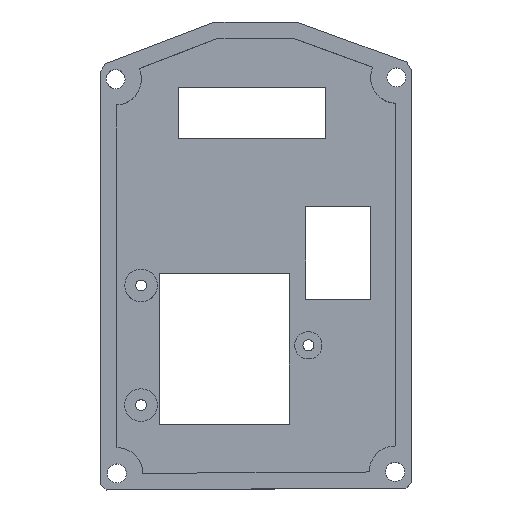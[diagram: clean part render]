
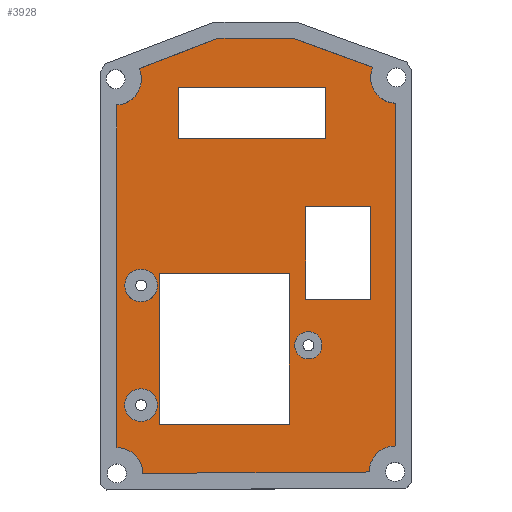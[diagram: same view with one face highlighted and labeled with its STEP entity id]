
A CAD part, top view. The second image highlights one B-rep face of the part: STEP entity #3928.
In plain terms, the highlighted planar face has unit normal (0, 0, 1).
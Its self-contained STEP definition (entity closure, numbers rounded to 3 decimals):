
#136=CIRCLE('',#4073,2.5);
#138=CIRCLE('',#4077,3.);
#140=CIRCLE('',#4081,3.);
#148=CIRCLE('',#4106,4.75);
#149=CIRCLE('',#4111,4.75);
#150=CIRCLE('',#4113,4.75);
#151=CIRCLE('',#4115,4.75);
#192=FACE_BOUND('',#641,.T.);
#193=FACE_BOUND('',#642,.T.);
#194=FACE_BOUND('',#643,.T.);
#195=FACE_BOUND('',#644,.T.);
#196=FACE_BOUND('',#645,.T.);
#197=FACE_BOUND('',#646,.T.);
#401=FACE_OUTER_BOUND('',#640,.T.);
#640=EDGE_LOOP('',(#3535,#3536,#3537,#3538,#3539,#3540,#3541,#3542,#3543,
#3544));
#641=EDGE_LOOP('',(#3545,#3546,#3547,#3548));
#642=EDGE_LOOP('',(#3549,#3550,#3551,#3552));
#643=EDGE_LOOP('',(#3553,#3554,#3555,#3556));
#644=EDGE_LOOP('',(#3557));
#645=EDGE_LOOP('',(#3558));
#646=EDGE_LOOP('',(#3559));
#696=LINE('',#4940,#1067);
#699=LINE('',#4945,#1070);
#701=LINE('',#4950,#1072);
#705=LINE('',#4957,#1076);
#708=LINE('',#4963,#1079);
#710=LINE('',#4968,#1081);
#713=LINE('',#4973,#1084);
#900=LINE('',#6902,#1271);
#901=LINE('',#6904,#1272);
#902=LINE('',#6907,#1273);
#904=LINE('',#6910,#1275);
#906=LINE('',#6913,#1277);
#1012=LINE('',#7200,#1383);
#1015=LINE('',#7206,#1386);
#1018=LINE('',#7212,#1389);
#1022=LINE('',#7222,#1393);
#1024=LINE('',#7225,#1395);
#1026=LINE('',#7229,#1397);
#1067=VECTOR('',#4182,10.);
#1070=VECTOR('',#4187,10.);
#1072=VECTOR('',#4191,10.);
#1076=VECTOR('',#4197,10.);
#1079=VECTOR('',#4202,10.);
#1081=VECTOR('',#4206,10.);
#1084=VECTOR('',#4211,10.);
#1271=VECTOR('',#4488,10.);
#1272=VECTOR('',#4491,10.);
#1273=VECTOR('',#4494,10.);
#1275=VECTOR('',#4498,10.);
#1277=VECTOR('',#4502,10.);
#1383=VECTOR('',#4780,10.);
#1386=VECTOR('',#4785,10.);
#1389=VECTOR('',#4790,10.);
#1393=VECTOR('',#4800,10.);
#1395=VECTOR('',#4804,10.);
#1397=VECTOR('',#4808,10.);
#1583=VERTEX_POINT('',#4937);
#1584=VERTEX_POINT('',#4939);
#1585=VERTEX_POINT('',#4943);
#1586=VERTEX_POINT('',#4947);
#1587=VERTEX_POINT('',#4949);
#1589=VERTEX_POINT('',#4955);
#1591=VERTEX_POINT('',#4961);
#1592=VERTEX_POINT('',#4965);
#1593=VERTEX_POINT('',#4967);
#1594=VERTEX_POINT('',#4971);
#1820=VERTEX_POINT('',#6900);
#1821=VERTEX_POINT('',#6906);
#1895=VERTEX_POINT('',#7125);
#1897=VERTEX_POINT('',#7132);
#1899=VERTEX_POINT('',#7139);
#1915=VERTEX_POINT('',#7197);
#1916=VERTEX_POINT('',#7199);
#1917=VERTEX_POINT('',#7203);
#1918=VERTEX_POINT('',#7205);
#1919=VERTEX_POINT('',#7209);
#1920=VERTEX_POINT('',#7211);
#1921=VERTEX_POINT('',#7215);
#1922=VERTEX_POINT('',#7217);
#1923=VERTEX_POINT('',#7221);
#1924=VERTEX_POINT('',#7227);
#1966=EDGE_CURVE('',#1584,#1583,#696,.T.);
#1969=EDGE_CURVE('',#1583,#1585,#699,.T.);
#1971=EDGE_CURVE('',#1587,#1586,#701,.T.);
#1975=EDGE_CURVE('',#1586,#1589,#705,.T.);
#1978=EDGE_CURVE('',#1589,#1591,#708,.T.);
#1980=EDGE_CURVE('',#1593,#1592,#710,.T.);
#1983=EDGE_CURVE('',#1592,#1594,#713,.T.);
#2318=EDGE_CURVE('',#1594,#1820,#900,.T.);
#2319=EDGE_CURVE('',#1820,#1593,#901,.T.);
#2320=EDGE_CURVE('',#1821,#1584,#902,.T.);
#2322=EDGE_CURVE('',#1585,#1821,#904,.T.);
#2324=EDGE_CURVE('',#1591,#1587,#906,.T.);
#2429=EDGE_CURVE('',#1895,#1895,#136,.T.);
#2432=EDGE_CURVE('',#1897,#1897,#138,.T.);
#2435=EDGE_CURVE('',#1899,#1899,#140,.T.);
#2463=EDGE_CURVE('',#1915,#1916,#1012,.F.);
#2466=EDGE_CURVE('',#1917,#1918,#1015,.F.);
#2469=EDGE_CURVE('',#1919,#1920,#1018,.F.);
#2473=EDGE_CURVE('',#1922,#1921,#148,.T.);
#2474=EDGE_CURVE('',#1920,#1923,#1022,.F.);
#2476=EDGE_CURVE('',#1923,#1922,#1024,.F.);
#2478=EDGE_CURVE('',#1921,#1924,#1026,.F.);
#2479=EDGE_CURVE('',#1918,#1919,#149,.T.);
#2480=EDGE_CURVE('',#1916,#1917,#150,.T.);
#2481=EDGE_CURVE('',#1924,#1915,#151,.T.);
#3535=ORIENTED_EDGE('',*,*,#2479,.F.);
#3536=ORIENTED_EDGE('',*,*,#2466,.F.);
#3537=ORIENTED_EDGE('',*,*,#2480,.F.);
#3538=ORIENTED_EDGE('',*,*,#2463,.F.);
#3539=ORIENTED_EDGE('',*,*,#2481,.F.);
#3540=ORIENTED_EDGE('',*,*,#2478,.F.);
#3541=ORIENTED_EDGE('',*,*,#2473,.F.);
#3542=ORIENTED_EDGE('',*,*,#2476,.F.);
#3543=ORIENTED_EDGE('',*,*,#2474,.F.);
#3544=ORIENTED_EDGE('',*,*,#2469,.F.);
#3545=ORIENTED_EDGE('',*,*,#2318,.T.);
#3546=ORIENTED_EDGE('',*,*,#2319,.T.);
#3547=ORIENTED_EDGE('',*,*,#1980,.T.);
#3548=ORIENTED_EDGE('',*,*,#1983,.T.);
#3549=ORIENTED_EDGE('',*,*,#2320,.T.);
#3550=ORIENTED_EDGE('',*,*,#1966,.T.);
#3551=ORIENTED_EDGE('',*,*,#1969,.T.);
#3552=ORIENTED_EDGE('',*,*,#2322,.T.);
#3553=ORIENTED_EDGE('',*,*,#2324,.T.);
#3554=ORIENTED_EDGE('',*,*,#1971,.T.);
#3555=ORIENTED_EDGE('',*,*,#1975,.T.);
#3556=ORIENTED_EDGE('',*,*,#1978,.T.);
#3557=ORIENTED_EDGE('',*,*,#2429,.T.);
#3558=ORIENTED_EDGE('',*,*,#2432,.T.);
#3559=ORIENTED_EDGE('',*,*,#2435,.T.);
#3729=PLANE('',#4116);
#3928=ADVANCED_FACE('',(#401,#192,#193,#194,#195,#196,#197),#3729,.F.);
#4073=AXIS2_PLACEMENT_3D('',#7127,#4698,#4699);
#4077=AXIS2_PLACEMENT_3D('',#7134,#4707,#4708);
#4081=AXIS2_PLACEMENT_3D('',#7141,#4716,#4717);
#4106=AXIS2_PLACEMENT_3D('',#7219,#4796,#4797);
#4111=AXIS2_PLACEMENT_3D('',#7231,#4811,#4812);
#4113=AXIS2_PLACEMENT_3D('',#7233,#4815,#4816);
#4115=AXIS2_PLACEMENT_3D('',#7235,#4819,#4820);
#4116=AXIS2_PLACEMENT_3D('',#7236,#4821,#4822);
#4182=DIRECTION('',(0.,-1.,0.));
#4187=DIRECTION('',(-1.,0.,0.));
#4191=DIRECTION('',(0.,-1.,0.));
#4197=DIRECTION('',(-1.,0.,0.));
#4202=DIRECTION('',(0.,1.,0.));
#4206=DIRECTION('',(0.,1.,0.));
#4211=DIRECTION('',(1.,0.,0.));
#4488=DIRECTION('',(0.,-1.,0.));
#4491=DIRECTION('',(-1.,0.,0.));
#4494=DIRECTION('',(1.,0.,0.));
#4498=DIRECTION('',(0.,1.,0.));
#4502=DIRECTION('',(1.,0.,0.));
#4698=DIRECTION('center_axis',(0.,0.,-1.));
#4699=DIRECTION('ref_axis',(-1.,0.,0.));
#4707=DIRECTION('center_axis',(0.,0.,-1.));
#4708=DIRECTION('ref_axis',(-1.,0.,0.));
#4716=DIRECTION('center_axis',(0.,0.,-1.));
#4717=DIRECTION('ref_axis',(-1.,0.,0.));
#4780=DIRECTION('',(1.,0.006,0.));
#4785=DIRECTION('',(0.,-1.,0.));
#4790=DIRECTION('',(-0.934,-0.357,0.));
#4796=DIRECTION('center_axis',(0.,0.,1.));
#4797=DIRECTION('ref_axis',(-1.,0.,0.));
#4800=DIRECTION('',(-1.,0.,0.));
#4804=DIRECTION('',(-0.94,0.342,0.));
#4808=DIRECTION('',(0.,1.,0.));
#4811=DIRECTION('center_axis',(0.,0.,1.));
#4812=DIRECTION('ref_axis',(-1.,0.,0.));
#4815=DIRECTION('center_axis',(0.,0.,1.));
#4816=DIRECTION('ref_axis',(-1.,0.,0.));
#4819=DIRECTION('center_axis',(0.,0.,1.));
#4820=DIRECTION('ref_axis',(-1.,0.,0.));
#4821=DIRECTION('center_axis',(0.,0.,-1.));
#4822=DIRECTION('ref_axis',(-1.,0.,0.));
#4937=CARTESIAN_POINT('',(20.,-2.027,16.));
#4939=CARTESIAN_POINT('',(20.,15.,16.));
#4940=CARTESIAN_POINT('',(20.,10.457,16.));
#4943=CARTESIAN_POINT('',(7.995,-2.027,16.));
#4945=CARTESIAN_POINT('',(9.436,-2.027,16.));
#4947=CARTESIAN_POINT('',(11.698,27.475,16.));
#4949=CARTESIAN_POINT('',(11.698,36.919,16.));
#4950=CARTESIAN_POINT('',(11.698,21.417,16.));
#4955=CARTESIAN_POINT('',(-15.376,27.475,16.));
#4957=CARTESIAN_POINT('',(5.285,27.475,16.));
#4961=CARTESIAN_POINT('',(-15.376,36.919,16.));
#4963=CARTESIAN_POINT('',(-15.376,16.695,16.));
#4965=CARTESIAN_POINT('',(-18.94,2.673,16.));
#4967=CARTESIAN_POINT('',(-18.94,-25.,16.));
#4968=CARTESIAN_POINT('',(-18.94,-9.543,16.));
#4971=CARTESIAN_POINT('',(5.,2.673,16.));
#4973=CARTESIAN_POINT('',(-10.034,2.673,16.));
#6900=CARTESIAN_POINT('',(5.,-25.,16.));
#6902=CARTESIAN_POINT('',(5.,4.294,16.));
#6904=CARTESIAN_POINT('',(1.936,-25.,16.));
#6906=CARTESIAN_POINT('',(7.995,15.,16.));
#6907=CARTESIAN_POINT('',(3.433,15.,16.));
#6910=CARTESIAN_POINT('',(7.995,1.944,16.));
#6913=CARTESIAN_POINT('',(-8.252,36.919,16.));
#7125=CARTESIAN_POINT('',(11.001,-10.499,16.));
#7127=CARTESIAN_POINT('Origin',(8.501,-10.499,16.));
#7132=CARTESIAN_POINT('',(-19.25,0.5,16.));
#7134=CARTESIAN_POINT('Origin',(-22.25,0.5,16.));
#7139=CARTESIAN_POINT('',(-19.279,-21.492,16.));
#7141=CARTESIAN_POINT('Origin',(-22.279,-21.492,16.));
#7197=CARTESIAN_POINT('',(19.693,-33.806,16.));
#7199=CARTESIAN_POINT('',(-21.949,-34.052,16.));
#7200=CARTESIAN_POINT('',(-15.304,-34.013,16.));
#7203=CARTESIAN_POINT('',(-26.699,-29.331,16.));
#7205=CARTESIAN_POINT('',(-26.699,33.676,16.));
#7206=CARTESIAN_POINT('',(-26.699,23.408,16.));
#7209=CARTESIAN_POINT('',(-22.627,40.391,16.));
#7211=CARTESIAN_POINT('',(-8.125,45.928,16.));
#7212=CARTESIAN_POINT('',(-11.481,44.647,16.));
#7215=CARTESIAN_POINT('',(24.443,33.986,16.));
#7217=CARTESIAN_POINT('',(20.341,40.632,16.));
#7219=CARTESIAN_POINT('Origin',(24.693,38.729,16.));
#7221=CARTESIAN_POINT('',(5.792,45.928,16.));
#7222=CARTESIAN_POINT('',(2.597,45.928,16.));
#7225=CARTESIAN_POINT('',(19.479,40.946,16.));
#7227=CARTESIAN_POINT('',(24.443,-29.028,16.));
#7229=CARTESIAN_POINT('',(24.443,-15.423,16.));
#7231=CARTESIAN_POINT('Origin',(-26.949,38.419,16.));
#7233=CARTESIAN_POINT('Origin',(-26.699,-34.081,16.));
#7235=CARTESIAN_POINT('Origin',(24.443,-33.778,16.));
#7236=CARTESIAN_POINT('Origin',(-1.128,5.915,16.));
